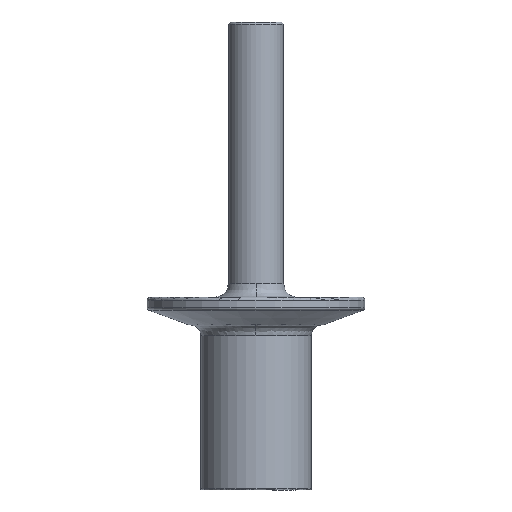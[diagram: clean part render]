
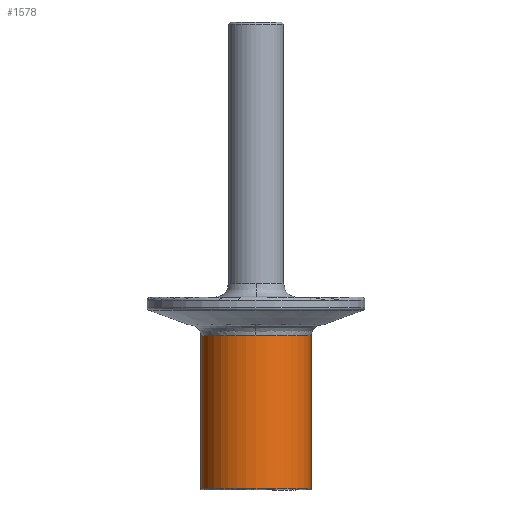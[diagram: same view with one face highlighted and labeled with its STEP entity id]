
A CAD part, left-side view. The second image highlights one B-rep face of the part: STEP entity #1578.
In plain terms, the highlighted cylindrical face has radius 12.7 mm (diameter 25.4 mm), a partial arc.
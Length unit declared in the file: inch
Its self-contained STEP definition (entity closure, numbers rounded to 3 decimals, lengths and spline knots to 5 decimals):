
#63 = CIRCLE ( 'NONE', #2881, 0.5 ) ;
#282 = DIRECTION ( 'NONE',  ( 0., 1., 0. ) ) ;
#284 = DIRECTION ( 'NONE',  ( 0., 1., 0. ) ) ;
#298 = CARTESIAN_POINT ( 'NONE',  ( 0., 0., 0.01 ) ) ;
#331 = AXIS2_PLACEMENT_3D ( 'NONE', #1767, #838, #393 ) ;
#389 = CIRCLE ( 'NONE', #2287, 0.5 ) ;
#393 = DIRECTION ( 'NONE',  ( 0., 1., 0. ) ) ;
#405 = CARTESIAN_POINT ( 'NONE',  ( 0., 0., 0.75 ) ) ;
#465 = CARTESIAN_POINT ( 'NONE',  ( 0., 0.5, 0.01 ) ) ;
#591 = EDGE_CURVE ( 'NONE', #1011, #841, #63, .T. ) ;
#648 = CARTESIAN_POINT ( 'NONE',  ( 0., -0.5, 0.75 ) ) ;
#772 = DIRECTION ( 'NONE',  ( 0., 0., 1. ) ) ;
#838 = DIRECTION ( 'NONE',  ( 0., 0., -1. ) ) ;
#841 = VERTEX_POINT ( 'NONE', #2285 ) ;
#899 = CARTESIAN_POINT ( 'NONE',  ( 0., -0.5, 1.4 ) ) ;
#974 = CARTESIAN_POINT ( 'NONE',  ( 0., 0., 1.4 ) ) ;
#1011 = VERTEX_POINT ( 'NONE', #465 ) ;
#1041 = VERTEX_POINT ( 'NONE', #1655 ) ;
#1118 = DIRECTION ( 'NONE',  ( 0., 1., 0. ) ) ;
#1155 = VECTOR ( 'NONE', #1837, 39.37008 ) ;
#1233 = CARTESIAN_POINT ( 'NONE',  ( 0., 0.5, 0.75 ) ) ;
#1239 = EDGE_CURVE ( 'NONE', #2758, #1011, #1955, .T. ) ;
#1280 = CIRCLE ( 'NONE', #331, 0.5 ) ;
#1348 = VECTOR ( 'NONE', #2657, 39.37008 ) ;
#1409 = VERTEX_POINT ( 'NONE', #899 ) ;
#1540 = ORIENTED_EDGE ( 'NONE', *, *, #2305, .T. ) ;
#1578 = ADVANCED_FACE ( 'NONE', ( #1673 ), #2786, .T. ) ;
#1599 = EDGE_CURVE ( 'NONE', #1409, #841, #2244, .T. ) ;
#1602 = CARTESIAN_POINT ( 'NONE',  ( 0., 0.5, 1.4 ) ) ;
#1655 = CARTESIAN_POINT ( 'NONE',  ( -0.5, 0., 1.4 ) ) ;
#1673 = FACE_OUTER_BOUND ( 'NONE', #2702, .T. ) ;
#1767 = CARTESIAN_POINT ( 'NONE',  ( 0., 0., 1.4 ) ) ;
#1837 = DIRECTION ( 'NONE',  ( 0., 0., -1. ) ) ;
#1955 = LINE ( 'NONE', #1233, #1348 ) ;
#1971 = EDGE_CURVE ( 'NONE', #1041, #2758, #389, .T. ) ;
#2023 = ORIENTED_EDGE ( 'NONE', *, *, #1599, .F. ) ;
#2060 = DIRECTION ( 'NONE',  ( 0., 0., -1. ) ) ;
#2071 = ORIENTED_EDGE ( 'NONE', *, *, #1971, .T. ) ;
#2244 = LINE ( 'NONE', #648, #1155 ) ;
#2285 = CARTESIAN_POINT ( 'NONE',  ( 0., -0.5, 0.01 ) ) ;
#2287 = AXIS2_PLACEMENT_3D ( 'NONE', #974, #2625, #282 ) ;
#2305 = EDGE_CURVE ( 'NONE', #1409, #1041, #1280, .T. ) ;
#2625 = DIRECTION ( 'NONE',  ( 0., 0., -1. ) ) ;
#2657 = DIRECTION ( 'NONE',  ( 0., 0., -1. ) ) ;
#2693 = AXIS2_PLACEMENT_3D ( 'NONE', #405, #2060, #1118 ) ;
#2702 = EDGE_LOOP ( 'NONE', ( #2023, #1540, #2071, #2919, #2867 ) ) ;
#2758 = VERTEX_POINT ( 'NONE', #1602 ) ;
#2786 = CYLINDRICAL_SURFACE ( 'NONE', #2693, 0.5 ) ;
#2867 = ORIENTED_EDGE ( 'NONE', *, *, #591, .T. ) ;
#2881 = AXIS2_PLACEMENT_3D ( 'NONE', #298, #772, #284 ) ;
#2919 = ORIENTED_EDGE ( 'NONE', *, *, #1239, .T. ) ;
